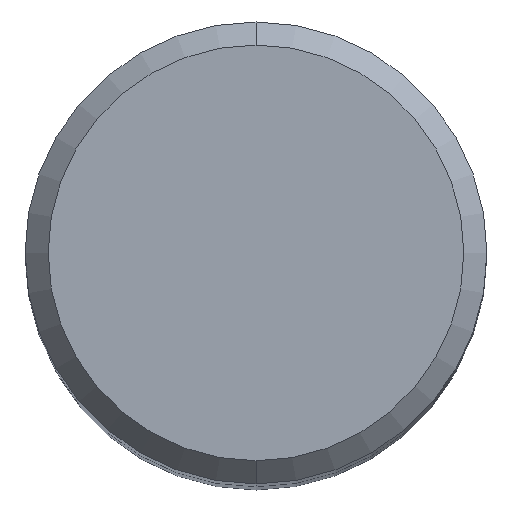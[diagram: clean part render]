
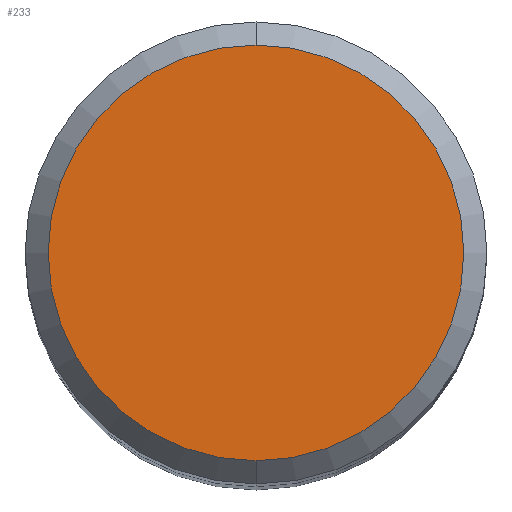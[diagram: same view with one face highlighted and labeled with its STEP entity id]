
A CAD part, top view. The second image highlights one B-rep face of the part: STEP entity #233.
In plain terms, the highlighted planar face has unit normal (0, 0, 1).
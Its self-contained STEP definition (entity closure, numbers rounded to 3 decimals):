
#233=ADVANCED_FACE('',(#529),#530,.T.);
#245=EDGE_CURVE('',#331,#339,#543,.T.);
#331=VERTEX_POINT('',#638);
#339=VERTEX_POINT('',#647);
#387=EDGE_CURVE('',#339,#331,#700,.T.);
#529=FACE_OUTER_BOUND('',#889,.T.);
#530=PLANE('',#890);
#543=CIRCLE('',#909,3.6);
#638=CARTESIAN_POINT('',(0.,-3.6,0.0));
#647=CARTESIAN_POINT('',(0.0,3.6,0.0));
#700=CIRCLE('',#1300,3.6);
#889=EDGE_LOOP('',(#1455,#1456));
#890=AXIS2_PLACEMENT_3D('',#1457,#1458,#1459);
#909=AXIS2_PLACEMENT_3D('',#1478,#1479,#1480);
#1300=AXIS2_PLACEMENT_3D('',#1643,#1644,#1645);
#1455=ORIENTED_EDGE('',*,*,#387,.F.);
#1456=ORIENTED_EDGE('',*,*,#245,.F.);
#1457=CARTESIAN_POINT('',(0.0,1.8,0.0));
#1458=DIRECTION('',(-0.0,0.0,1.0));
#1459=DIRECTION('',(0.0,-1.0,0.0));
#1478=CARTESIAN_POINT('',(0.0,0.0,0.0));
#1479=DIRECTION('',(0.0,0.0,-1.0));
#1480=DIRECTION('',(0.0,1.0,0.0));
#1643=CARTESIAN_POINT('',(0.0,0.0,0.0));
#1644=DIRECTION('',(0.0,0.0,-1.0));
#1645=DIRECTION('',(0.0,1.0,0.0));
